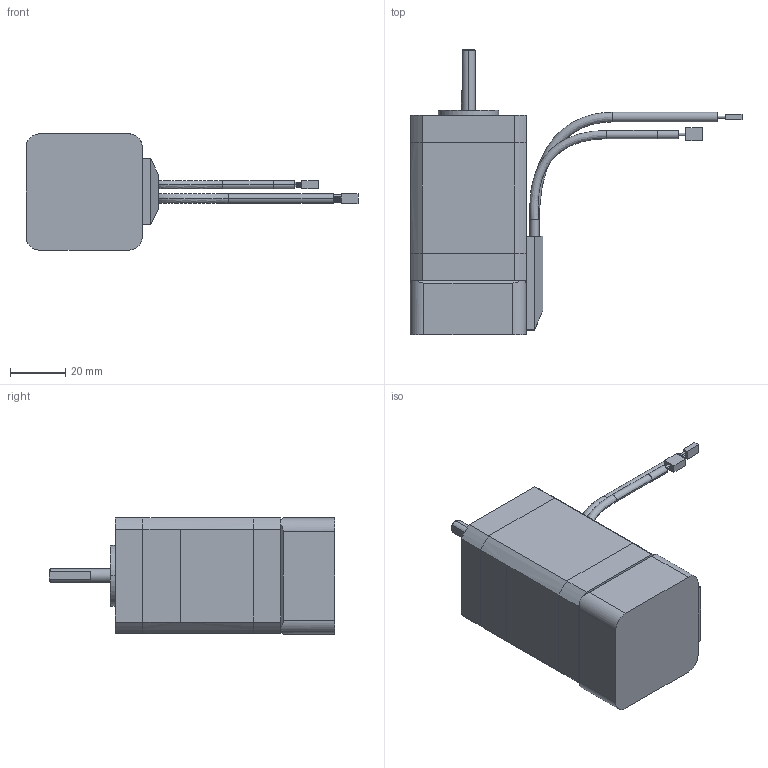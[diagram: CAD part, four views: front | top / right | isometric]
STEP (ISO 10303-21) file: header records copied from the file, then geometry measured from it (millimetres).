
FILE_DESCRIPTION((''),'2;1');
FILE_NAME('MT17HE24020E401_ASM','2022-06-18T11:35:38',('Edison'),(''),'CREO PARAMETRIC BY PTC INC, 2017260','CREO PARAMETRIC BY PTC INC, 2017260','');
FILE_SCHEMA(('CONFIG_CONTROL_DESIGN'));
Length unit declared in the file: millimetre
Products named in the file (9): ZHONXIN_1; HOUGAI1_1; QIANGAI999; QIANZHOU; BIANMAQI; KUAI; ZHEXIAN666; ZHEXIAN777; MT17HE24020E401_ASM
Assembly tree (8 placements, depth 2):
  MT17HE24020E401_ASM
    ZHONXIN_1
    HOUGAI1_1
    QIANGAI999
    QIANZHOU
    BIANMAQI
    KUAI
    ZHEXIAN666
    ZHEXIAN777
Bounding box: 120.52 x 103.6 x 42.2 mm (x, y, z)
Volume: 145499.5 mm3; surface area: 32002.5 mm2
Topology: 8 solids, 8 shells, 124 faces, 283 edges, 186 vertices
Faces by surface type: plane 67, cylinder 52, bspline 4, cone 1
Entity records: 4149 total; most frequent: CARTESIAN_POINT 1096, DIRECTION 634, ORIENTED_EDGE 566, EDGE_CURVE 283, AXIS2_PLACEMENT_3D 238, VERTEX_POINT 186, VECTOR 158, LINE 158
